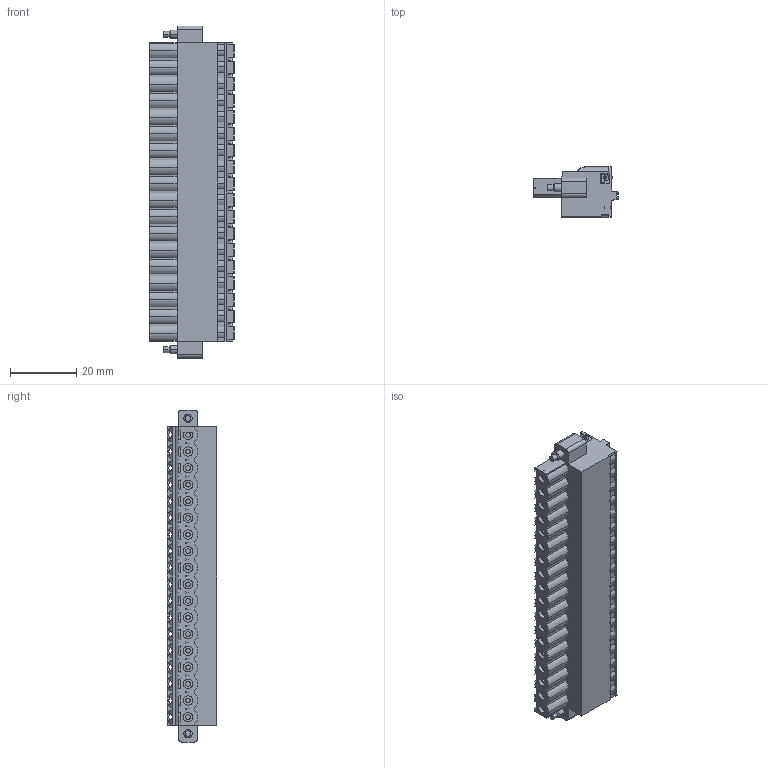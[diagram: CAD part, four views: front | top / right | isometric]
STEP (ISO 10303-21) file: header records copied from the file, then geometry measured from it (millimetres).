
FILE_DESCRIPTION(('SolidDesigner STEP Export'),'1');
FILE_NAME('fkct_2.5-18-stf.stp','2000-11-21T15:24:13',(''),(''), 'SolidDesigner STEP processor Version: 7.0(Mar 1999)for AP214(CD)(Solid Model)', 'CoCreate SolidDesigner: 08.01 19-Jun-2000(C) CoCreate Software GmbH','');
FILE_SCHEMA(('AUTOMOTIVE_DESIGN_CC2 {1 2 10303 214 -1 1 5 1}'));
Products named in the file (2): fkct_2.5-18-stf
Assembly tree (1 placements, depth 2):
  fkct_2.5-18-stf
    fkct_2.5-18-stf
Bounding box: 25.6 x 15 x 100 mm (x, y, z)
Volume: 21907.2 mm3; surface area: 11503.6 mm2
Topology: 1 solids, 1 shells, 1627 faces, 4193 edges, 2655 vertices
Faces by surface type: plane 954, cylinder 555, cone 76, torus 42
Entity records: 59341 total; most frequent: ORIENTED_EDGE 8386, CARTESIAN_POINT 7856, DIRECTION 7663, EDGE_CURVE 4193, VECTOR 2739, LINE 2739, VERTEX_POINT 2655, AXIS2_PLACEMENT_3D 2462
